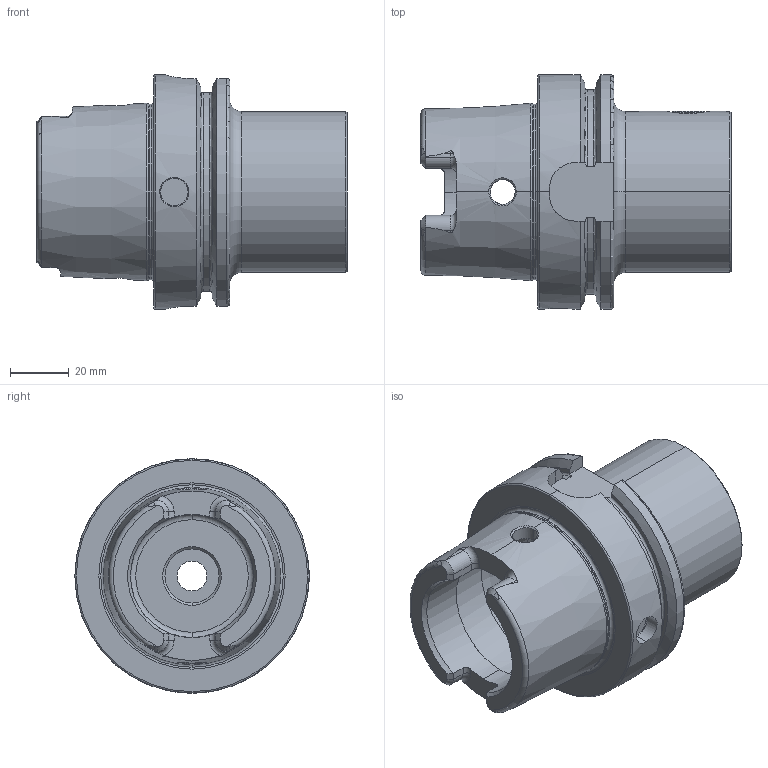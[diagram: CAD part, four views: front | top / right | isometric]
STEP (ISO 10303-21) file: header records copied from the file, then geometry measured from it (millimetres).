
FILE_DESCRIPTION (( 'STEP AP203' ), '1' );
FILE_NAME ('102.080.551.STEP', '2018-03-09T12:00:49', ( 'SWIAdmin' ), ( 'Hewlett-Packard Company' ), 'SwSTEP 2.0', 'SolidWorks 2017', '' );
FILE_SCHEMA (( 'CONFIG_CONTROL_DESIGN' ));
Length unit declared in the file: millimetre
Products named in the file (3): 102.080.551; MB5-ER1.001.017_A; HA8-MB5.K01.066_B_Fertigbearbeitung
Assembly tree (2 placements, depth 2):
  102.080.551
    HA8-MB5.K01.066_B_Fertigbearbeitung
    MB5-ER1.001.017_A
Bounding box: 105.9 x 80 x 80 mm (x, y, z)
Volume: 207179.2 mm3; surface area: 44185.9 mm2
Topology: 2 solids, 2 shells, 221 faces, 561 edges, 346 vertices
Faces by surface type: plane 70, cylinder 66, cone 46, torus 35, bspline 4
Entity records: 8305 total; most frequent: CARTESIAN_POINT 2769, ORIENTED_EDGE 1118, DIRECTION 1101, EDGE_CURVE 559, AXIS2_PLACEMENT_3D 449, VERTEX_POINT 346, EDGE_LOOP 233, CIRCLE 227
